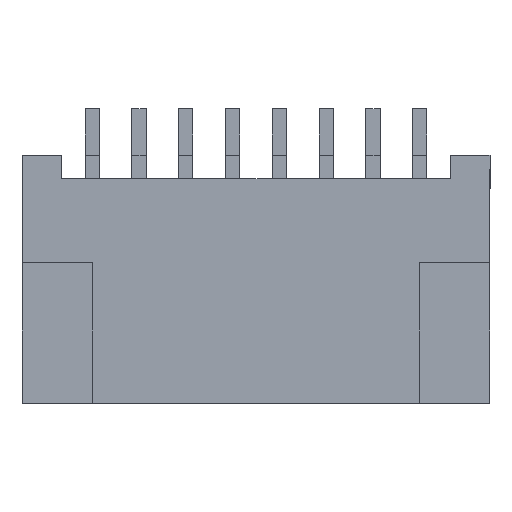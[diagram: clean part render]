
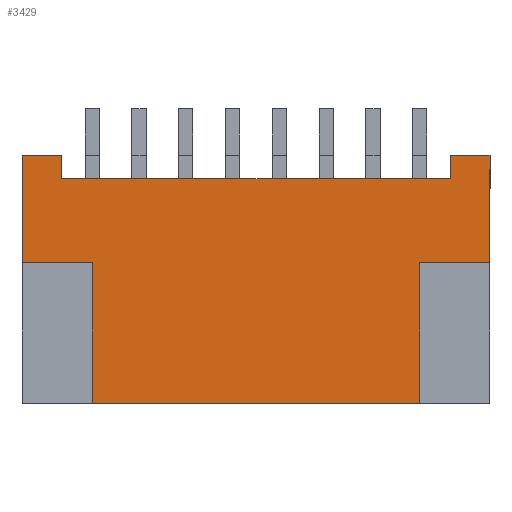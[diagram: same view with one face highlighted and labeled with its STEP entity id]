
A CAD part, top view. The second image highlights one B-rep face of the part: STEP entity #3429.
In plain terms, the highlighted planar face has unit normal (0, 0, 1).
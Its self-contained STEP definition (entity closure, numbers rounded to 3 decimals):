
#2949=CARTESIAN_POINT('',(3.5,0.35,2.8));
#2950=VERTEX_POINT('',#2949);
#2957=CARTESIAN_POINT('',(3.5,-2.65,2.8));
#2958=VERTEX_POINT('',#2957);
#2959=CARTESIAN_POINT('',(3.5,-2.65,2.8));
#2960=DIRECTION('',(0.0,1.0,0.0));
#2961=VECTOR('',#2960,3.);
#2962=LINE('',#2959,#2961);
#2963=EDGE_CURVE('',#2958,#2950,#2962,.T.);
#3085=CARTESIAN_POINT('',(5.,0.35,2.8));
#3086=VERTEX_POINT('',#3085);
#3093=CARTESIAN_POINT('',(3.5,0.35,2.8));
#3094=DIRECTION('',(1.0,0.0,0.0));
#3095=VECTOR('',#3094,1.5);
#3096=LINE('',#3093,#3095);
#3097=EDGE_CURVE('',#2950,#3086,#3096,.T.);
#3148=CARTESIAN_POINT('',(-3.5,0.35,2.8));
#3149=VERTEX_POINT('',#3148);
#3157=CARTESIAN_POINT('',(-3.5,-2.65,2.8));
#3158=VERTEX_POINT('',#3157);
#3165=CARTESIAN_POINT('',(-3.5,0.35,2.8));
#3166=DIRECTION('',(0.0,-1.0,0.0));
#3167=VECTOR('',#3166,3.);
#3168=LINE('',#3165,#3167);
#3169=EDGE_CURVE('',#3149,#3158,#3168,.T.);
#3274=CARTESIAN_POINT('',(-5.,0.35,2.8));
#3275=VERTEX_POINT('',#3274);
#3276=CARTESIAN_POINT('',(-5.,0.35,2.8));
#3277=DIRECTION('',(1.0,0.0,0.0));
#3278=VECTOR('',#3277,1.5);
#3279=LINE('',#3276,#3278);
#3280=EDGE_CURVE('',#3275,#3149,#3279,.T.);
#3348=CARTESIAN_POINT('',(5.,2.65,2.8));
#3349=VERTEX_POINT('',#3348);
#3356=CARTESIAN_POINT('',(5.,0.35,2.8));
#3357=DIRECTION('',(0.0,1.0,0.0));
#3358=VECTOR('',#3357,2.3);
#3359=LINE('',#3356,#3358);
#3360=EDGE_CURVE('',#3086,#3349,#3359,.T.);
#3365=CARTESIAN_POINT('',(-5.5,-2.915,2.8));
#3366=DIRECTION('',(0.0,0.0,-1.0));
#3367=DIRECTION('',(0.0,1.0,0.0));
#3368=AXIS2_PLACEMENT_3D('',#3365,#3366,#3367);
#3369=PLANE('',#3368);
#3370=ORIENTED_EDGE('',*,*,#2963,.T.);
#3371=ORIENTED_EDGE('',*,*,#3097,.T.);
#3372=ORIENTED_EDGE('',*,*,#3360,.T.);
#3373=CARTESIAN_POINT('',(4.15,2.65,2.8));
#3374=VERTEX_POINT('',#3373);
#3375=CARTESIAN_POINT('',(5.,2.65,2.8));
#3376=DIRECTION('',(-1.0,0.0,0.0));
#3377=VECTOR('',#3376,0.85);
#3378=LINE('',#3375,#3377);
#3379=EDGE_CURVE('',#3349,#3374,#3378,.T.);
#3380=ORIENTED_EDGE('',*,*,#3379,.T.);
#3381=CARTESIAN_POINT('',(4.15,2.15,2.8));
#3382=VERTEX_POINT('',#3381);
#3383=CARTESIAN_POINT('',(4.15,2.15,2.8));
#3384=DIRECTION('',(0.0,1.0,0.0));
#3385=VECTOR('',#3384,0.5);
#3386=LINE('',#3383,#3385);
#3387=EDGE_CURVE('',#3382,#3374,#3386,.T.);
#3388=ORIENTED_EDGE('',*,*,#3387,.F.);
#3389=CARTESIAN_POINT('',(-4.15,2.15,2.8));
#3390=VERTEX_POINT('',#3389);
#3391=CARTESIAN_POINT('',(-4.15,2.15,2.8));
#3392=DIRECTION('',(1.0,0.0,0.0));
#3393=VECTOR('',#3392,8.3);
#3394=LINE('',#3391,#3393);
#3395=EDGE_CURVE('',#3390,#3382,#3394,.T.);
#3396=ORIENTED_EDGE('',*,*,#3395,.F.);
#3397=CARTESIAN_POINT('',(-4.15,2.65,2.8));
#3398=VERTEX_POINT('',#3397);
#3399=CARTESIAN_POINT('',(-4.15,2.65,2.8));
#3400=DIRECTION('',(0.0,-1.0,0.0));
#3401=VECTOR('',#3400,0.5);
#3402=LINE('',#3399,#3401);
#3403=EDGE_CURVE('',#3398,#3390,#3402,.T.);
#3404=ORIENTED_EDGE('',*,*,#3403,.F.);
#3405=CARTESIAN_POINT('',(-5.,2.65,2.8));
#3406=VERTEX_POINT('',#3405);
#3407=CARTESIAN_POINT('',(-4.15,2.65,2.8));
#3408=DIRECTION('',(-1.0,0.0,0.0));
#3409=VECTOR('',#3408,0.85);
#3410=LINE('',#3407,#3409);
#3411=EDGE_CURVE('',#3398,#3406,#3410,.T.);
#3412=ORIENTED_EDGE('',*,*,#3411,.T.);
#3413=CARTESIAN_POINT('',(-5.,0.35,2.8));
#3414=DIRECTION('',(0.0,1.0,0.0));
#3415=VECTOR('',#3414,2.3);
#3416=LINE('',#3413,#3415);
#3417=EDGE_CURVE('',#3275,#3406,#3416,.T.);
#3418=ORIENTED_EDGE('',*,*,#3417,.F.);
#3419=ORIENTED_EDGE('',*,*,#3280,.T.);
#3420=ORIENTED_EDGE('',*,*,#3169,.T.);
#3421=CARTESIAN_POINT('',(3.5,-2.65,2.8));
#3422=DIRECTION('',(-1.0,0.0,0.0));
#3423=VECTOR('',#3422,7.);
#3424=LINE('',#3421,#3423);
#3425=EDGE_CURVE('',#2958,#3158,#3424,.T.);
#3426=ORIENTED_EDGE('',*,*,#3425,.F.);
#3427=EDGE_LOOP('',(#3370,#3371,#3372,#3380,#3388,#3396,#3404,#3412,#3418,#3419,#3420,#3426));
#3428=FACE_OUTER_BOUND('',#3427,.T.);
#3429=ADVANCED_FACE('',(#3428),#3369,.F.);
